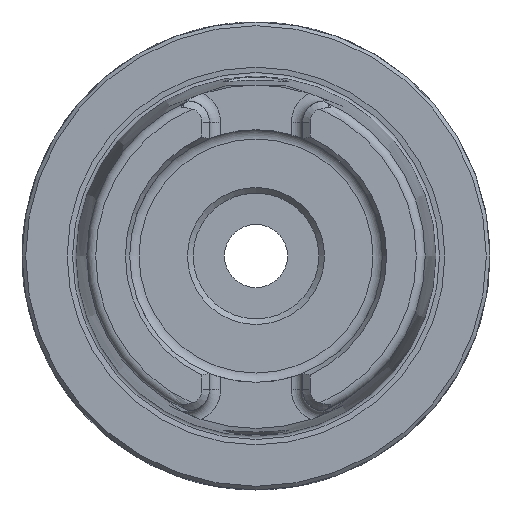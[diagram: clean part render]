
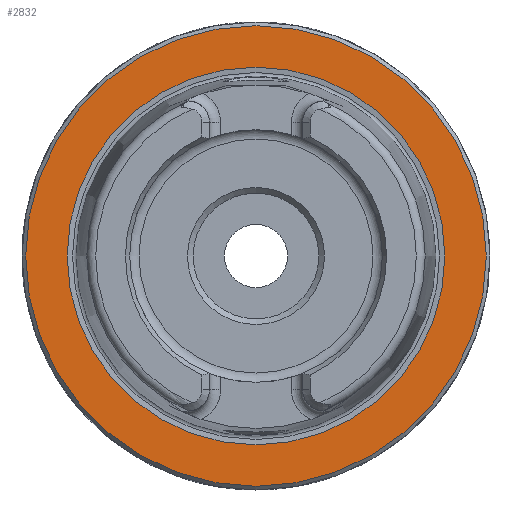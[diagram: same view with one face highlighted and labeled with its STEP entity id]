
A CAD part, left-side view. The second image highlights one B-rep face of the part: STEP entity #2832.
In plain terms, the highlighted planar face has unit normal (-1, 0, 0).
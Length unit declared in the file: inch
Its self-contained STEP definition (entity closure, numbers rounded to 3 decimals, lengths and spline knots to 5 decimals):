
#2798=CARTESIAN_POINT('',(0.0,1.22047,0.));
#2799=VERTEX_POINT('',#2798);
#2800=CARTESIAN_POINT('',(0.0,0.0,0.0));
#2801=DIRECTION('',(1.0,0.0,0.0));
#2802=DIRECTION('',(0.0,-1.0,0.0));
#2803=AXIS2_PLACEMENT_3D('',#2800,#2801,#2802);
#2804=CIRCLE('',#2803,1.22047);
#2805=EDGE_CURVE('',#2799,#2799,#2804,.T.);
#2813=CARTESIAN_POINT('',(0.0,0.62008,0.0));
#2814=DIRECTION('',(-1.0,0.0,0.0));
#2815=DIRECTION('',(0.0,0.0,1.0));
#2816=AXIS2_PLACEMENT_3D('',#2813,#2814,#2815);
#2817=PLANE('',#2816);
#2818=ORIENTED_EDGE('',*,*,#2805,.F.);
#2819=EDGE_LOOP('',(#2818));
#2820=FACE_OUTER_BOUND('',#2819,.T.);
#2821=CARTESIAN_POINT('',(0.0,1.0008,0.0));
#2822=VERTEX_POINT('',#2821);
#2823=CARTESIAN_POINT('',(0.0,0.0,0.0));
#2824=DIRECTION('',(1.0,0.0,0.0));
#2825=DIRECTION('',(0.0,1.0,0.0));
#2826=AXIS2_PLACEMENT_3D('',#2823,#2824,#2825);
#2827=CIRCLE('',#2826,1.0008);
#2828=EDGE_CURVE('',#2822,#2822,#2827,.T.);
#2829=ORIENTED_EDGE('',*,*,#2828,.T.);
#2830=EDGE_LOOP('',(#2829));
#2831=FACE_BOUND('',#2830,.T.);
#2832=ADVANCED_FACE('',(#2820,#2831),#2817,.T.);
